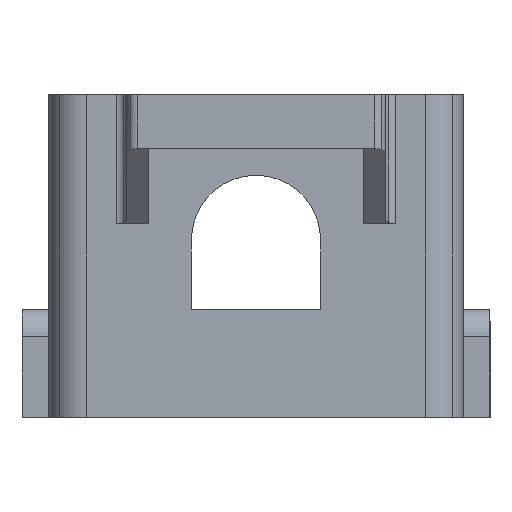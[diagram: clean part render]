
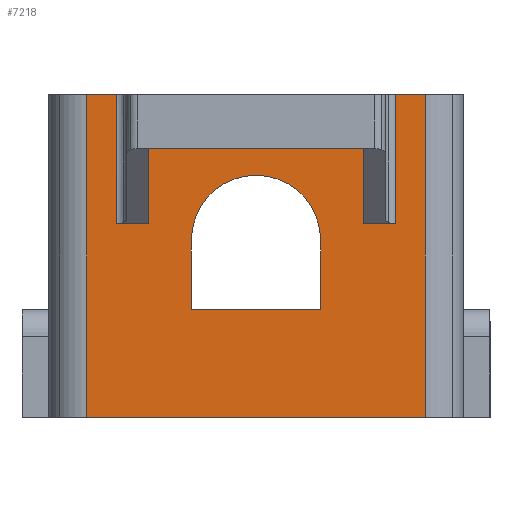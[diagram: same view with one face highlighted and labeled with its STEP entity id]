
A CAD part, left-side view. The second image highlights one B-rep face of the part: STEP entity #7218.
In plain terms, the highlighted free-form (B-spline) face has degree [1, 1] with [2, 2] control points.
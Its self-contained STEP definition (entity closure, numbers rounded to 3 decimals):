
#4749=CARTESIAN_POINT('',(-29.,15.75,0.0));
#4750=VERTEX_POINT('',#4749);
#4758=CARTESIAN_POINT('',(-29.,15.75,30.0));
#4759=VERTEX_POINT('',#4758);
#4760=CARTESIAN_POINT('',(-29.,15.75,0.0));
#4761=DIRECTION('',(0.0,0.0,1.0));
#4762=VECTOR('',#4761,30.0);
#4763=LINE('',#4760,#4762);
#4764=EDGE_CURVE('',#4750,#4759,#4763,.T.);
#6944=CARTESIAN_POINT('',(-29.,-10.0,18.));
#6945=VERTEX_POINT('',#6944);
#6952=CARTESIAN_POINT('',(-29.,-13.,18.));
#6953=VERTEX_POINT('',#6952);
#6954=CARTESIAN_POINT('',(-29.,-10.0,18.));
#6955=DIRECTION('',(0.0,-1.0,0.0));
#6956=VECTOR('',#6955,3.);
#6957=LINE('',#6954,#6956);
#6958=EDGE_CURVE('',#6945,#6953,#6957,.T.);
#7019=CARTESIAN_POINT('',(-29.,13.,18.));
#7020=VERTEX_POINT('',#7019);
#7028=CARTESIAN_POINT('',(-29.,10.0,18.));
#7029=VERTEX_POINT('',#7028);
#7030=CARTESIAN_POINT('',(-29.,10.0,18.));
#7031=DIRECTION('',(0.0,1.0,0.0));
#7032=VECTOR('',#7031,3.);
#7033=LINE('',#7030,#7032);
#7034=EDGE_CURVE('',#7029,#7020,#7033,.T.);
#7077=CARTESIAN_POINT('',(-29.,13.,30.0));
#7078=VERTEX_POINT('',#7077);
#7086=CARTESIAN_POINT('',(-29.,13.,30.0));
#7087=DIRECTION('',(0.0,0.0,-1.0));
#7088=VECTOR('',#7087,12.);
#7089=LINE('',#7086,#7088);
#7090=EDGE_CURVE('',#7078,#7020,#7089,.T.);
#7103=CARTESIAN_POINT('',(-29.,-13.,30.0));
#7104=VERTEX_POINT('',#7103);
#7105=CARTESIAN_POINT('',(-29.,-13.,18.));
#7106=DIRECTION('',(0.0,0.0,1.0));
#7107=VECTOR('',#7106,12.);
#7108=LINE('',#7105,#7107);
#7109=EDGE_CURVE('',#6953,#7104,#7108,.T.);
#7121=CARTESIAN_POINT('',(-29.,15.75,30.0));
#7122=CARTESIAN_POINT('',(-29.,15.75,0.0));
#7123=CARTESIAN_POINT('',(-29.,-15.75,30.0));
#7124=CARTESIAN_POINT('',(-29.,-15.75,0.0));
#7125=B_SPLINE_SURFACE_WITH_KNOTS('',1,1,((#7121,#7123),(#7122,#7124)),.UNSPECIFIED.,.F.,.F.,.U.,(2,2),(2,2),(0.0,30.0),(0.0,31.5),.UNSPECIFIED.);
#7126=ORIENTED_EDGE('',*,*,#7090,.F.);
#7127=CARTESIAN_POINT('',(-29.,15.75,30.0));
#7128=DIRECTION('',(0.0,-1.0,0.0));
#7129=VECTOR('',#7128,2.75);
#7130=LINE('',#7127,#7129);
#7131=EDGE_CURVE('',#4759,#7078,#7130,.T.);
#7132=ORIENTED_EDGE('',*,*,#7131,.F.);
#7133=ORIENTED_EDGE('',*,*,#4764,.F.);
#7134=CARTESIAN_POINT('',(-29.,-15.75,0.0));
#7135=VERTEX_POINT('',#7134);
#7136=CARTESIAN_POINT('',(-29.,-15.75,0.0));
#7137=DIRECTION('',(0.0,1.0,0.0));
#7138=VECTOR('',#7137,31.5);
#7139=LINE('',#7136,#7138);
#7140=EDGE_CURVE('',#7135,#4750,#7139,.T.);
#7141=ORIENTED_EDGE('',*,*,#7140,.F.);
#7142=CARTESIAN_POINT('',(-29.,-15.75,30.0));
#7143=VERTEX_POINT('',#7142);
#7144=CARTESIAN_POINT('',(-29.,-15.75,30.0));
#7145=DIRECTION('',(0.0,0.0,-1.0));
#7146=VECTOR('',#7145,30.0);
#7147=LINE('',#7144,#7146);
#7148=EDGE_CURVE('',#7143,#7135,#7147,.T.);
#7149=ORIENTED_EDGE('',*,*,#7148,.F.);
#7150=CARTESIAN_POINT('',(-29.,-13.,30.0));
#7151=DIRECTION('',(0.0,-1.0,0.0));
#7152=VECTOR('',#7151,2.75);
#7153=LINE('',#7150,#7152);
#7154=EDGE_CURVE('',#7104,#7143,#7153,.T.);
#7155=ORIENTED_EDGE('',*,*,#7154,.F.);
#7156=ORIENTED_EDGE('',*,*,#7109,.F.);
#7157=ORIENTED_EDGE('',*,*,#6958,.F.);
#7158=CARTESIAN_POINT('',(-29.,-10.0,25.0));
#7159=VERTEX_POINT('',#7158);
#7160=CARTESIAN_POINT('',(-29.,-10.0,25.0));
#7161=DIRECTION('',(0.0,0.0,-1.0));
#7162=VECTOR('',#7161,7.);
#7163=LINE('',#7160,#7162);
#7164=EDGE_CURVE('',#7159,#6945,#7163,.T.);
#7165=ORIENTED_EDGE('',*,*,#7164,.F.);
#7166=CARTESIAN_POINT('',(-29.,10.0,25.0));
#7167=VERTEX_POINT('',#7166);
#7168=CARTESIAN_POINT('',(-29.,-10.0,25.0));
#7169=DIRECTION('',(0.0,1.0,0.0));
#7170=VECTOR('',#7169,20.0);
#7171=LINE('',#7168,#7170);
#7172=EDGE_CURVE('',#7159,#7167,#7171,.T.);
#7173=ORIENTED_EDGE('',*,*,#7172,.T.);
#7174=CARTESIAN_POINT('',(-29.,10.0,18.));
#7175=DIRECTION('',(0.0,0.0,1.0));
#7176=VECTOR('',#7175,7.);
#7177=LINE('',#7174,#7176);
#7178=EDGE_CURVE('',#7029,#7167,#7177,.T.);
#7179=ORIENTED_EDGE('',*,*,#7178,.F.);
#7180=ORIENTED_EDGE('',*,*,#7034,.T.);
#7181=EDGE_LOOP('',(#7126,#7132,#7133,#7141,#7149,#7155,#7156,#7157,#7165,#7173,#7179,#7180));
#7182=FACE_OUTER_BOUND('',#7181,.T.);
#7183=CARTESIAN_POINT('',(-29.0,6.,16.5));
#7184=VERTEX_POINT('',#7183);
#7185=CARTESIAN_POINT('',(-29.0,-6.,16.5));
#7186=VERTEX_POINT('',#7185);
#7187=CARTESIAN_POINT('',(-29.,0.0,16.5));
#7188=DIRECTION('',(1.0,0.0,0.0));
#7189=DIRECTION('',(0.0,-1.0,0.0));
#7190=AXIS2_PLACEMENT_3D('',#7187,#7188,#7189);
#7191=CIRCLE('',#7190,6.);
#7192=EDGE_CURVE('',#7184,#7186,#7191,.T.);
#7193=ORIENTED_EDGE('',*,*,#7192,.T.);
#7194=CARTESIAN_POINT('',(-29.0,-6.,10.));
#7195=VERTEX_POINT('',#7194);
#7196=CARTESIAN_POINT('',(-29.0,-6.,16.5));
#7197=DIRECTION('',(0.0,0.0,-1.0));
#7198=VECTOR('',#7197,6.5);
#7199=LINE('',#7196,#7198);
#7200=EDGE_CURVE('',#7186,#7195,#7199,.T.);
#7201=ORIENTED_EDGE('',*,*,#7200,.T.);
#7202=CARTESIAN_POINT('',(-29.0,6.,10.));
#7203=VERTEX_POINT('',#7202);
#7204=CARTESIAN_POINT('',(-29.0,-6.,10.));
#7205=DIRECTION('',(0.0,1.0,0.0));
#7206=VECTOR('',#7205,12.);
#7207=LINE('',#7204,#7206);
#7208=EDGE_CURVE('',#7195,#7203,#7207,.T.);
#7209=ORIENTED_EDGE('',*,*,#7208,.T.);
#7210=CARTESIAN_POINT('',(-29.0,6.,10.));
#7211=DIRECTION('',(0.0,0.0,1.0));
#7212=VECTOR('',#7211,6.5);
#7213=LINE('',#7210,#7212);
#7214=EDGE_CURVE('',#7203,#7184,#7213,.T.);
#7215=ORIENTED_EDGE('',*,*,#7214,.T.);
#7216=EDGE_LOOP('',(#7193,#7201,#7209,#7215));
#7217=FACE_BOUND('',#7216,.T.);
#7218=ADVANCED_FACE('',(#7182,#7217),#7125,.T.);
